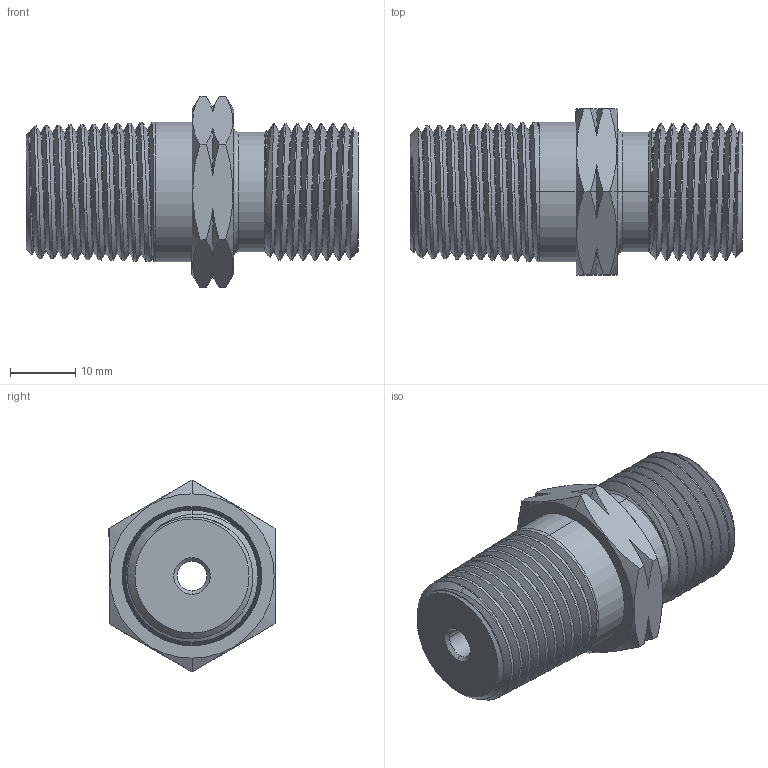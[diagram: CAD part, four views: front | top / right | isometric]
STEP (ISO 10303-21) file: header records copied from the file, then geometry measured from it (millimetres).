
FILE_DESCRIPTION (( 'STEP AP203' ), '1' );
FILE_NAME ('AD-330MSS-8MNPT.STEP', '2025-07-31T18:15:39', ( '' ), ( '' ), 'SwSTEP 2.0', 'SolidWorks 2018', '' );
FILE_SCHEMA (( 'CONFIG_CONTROL_DESIGN' ));
Length unit declared in the file: inch
Products named in the file (1): AD-330MSS-8MNPT
Bounding box: 50.8 x 25.4 x 29.33 mm (x, y, z)
Volume: 16284.9 mm3; surface area: 6465.2 mm2
Topology: 1 solids, 1 shells, 195 faces, 533 edges, 349 vertices
Faces by surface type: bspline 72, cone 57, cylinder 37, plane 27, torus 2
Entity records: 17200 total; most frequent: CARTESIAN_POINT 12997, ORIENTED_EDGE 1066, DIRECTION 537, EDGE_CURVE 533, VERTEX_POINT 349, B_SPLINE_CURVE_WITH_KNOTS 233, EDGE_LOOP 206, ADVANCED_FACE 195
